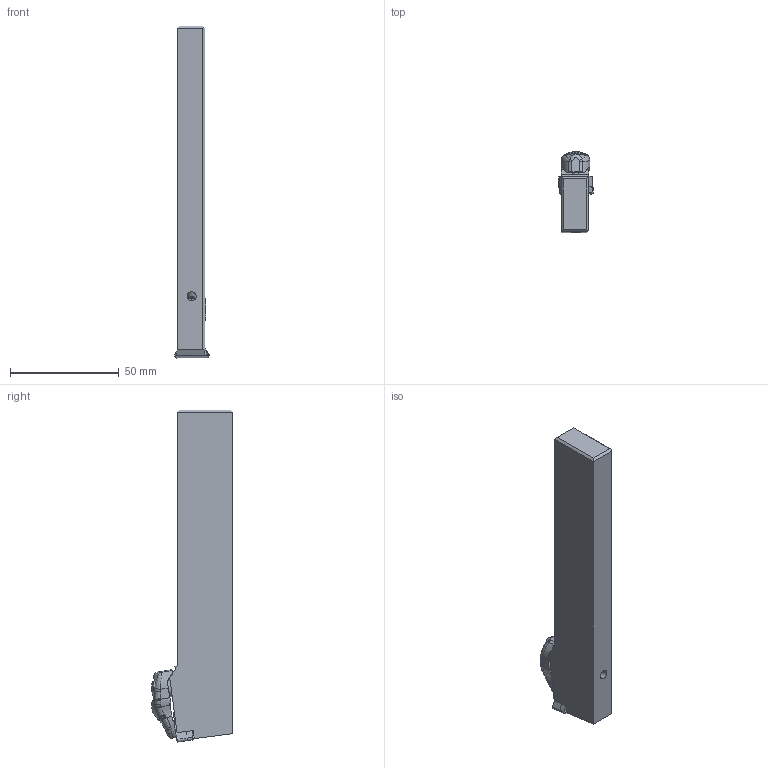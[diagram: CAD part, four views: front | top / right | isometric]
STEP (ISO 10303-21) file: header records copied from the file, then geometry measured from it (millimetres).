
FILE_DESCRIPTION(/* description */ (''),/* implementation_level */ '2;1');
FILE_NAME(/* name */ 'DTCNN-443_IR0_031.stp',/* time_stamp */ '2023-02-09T12:51:54+09:00',/* author */ (''),/* organization */ (''),/* preprocessor_version */ 'ST-DEVELOPER v16',/* originating_system */ 'SIEMENS PLM Software NX 10.0',/* authorisation */ '');
FILE_SCHEMA (('AUTOMOTIVE_DESIGN { 1 0 10303 214 3 1 1 1 }'));
Length unit declared in the file: millimetre
Products named in the file (1): DTCNN-443_IR0_031_ASM
Bounding box: 15.62 x 37.17 x 152.4 mm (x, y, z)
Volume: 50503.9 mm3; surface area: 15087.7 mm2
Topology: 2 solids, 2 shells, 273 faces, 799 edges, 531 vertices
Faces by surface type: cylinder 95, plane 74, bspline 62, torus 22, cone 14, sphere 6
Entity records: 15032 total; most frequent: CARTESIAN_POINT 6358, ORIENTED_EDGE 1566, DIRECTION 1254, EDGE_CURVE 783, VERTEX_POINT 518, AXIS2_PLACEMENT_3D 499, EDGE_LOOP 285, PRESENTATION_STYLE_ASSIGNMENT 281
